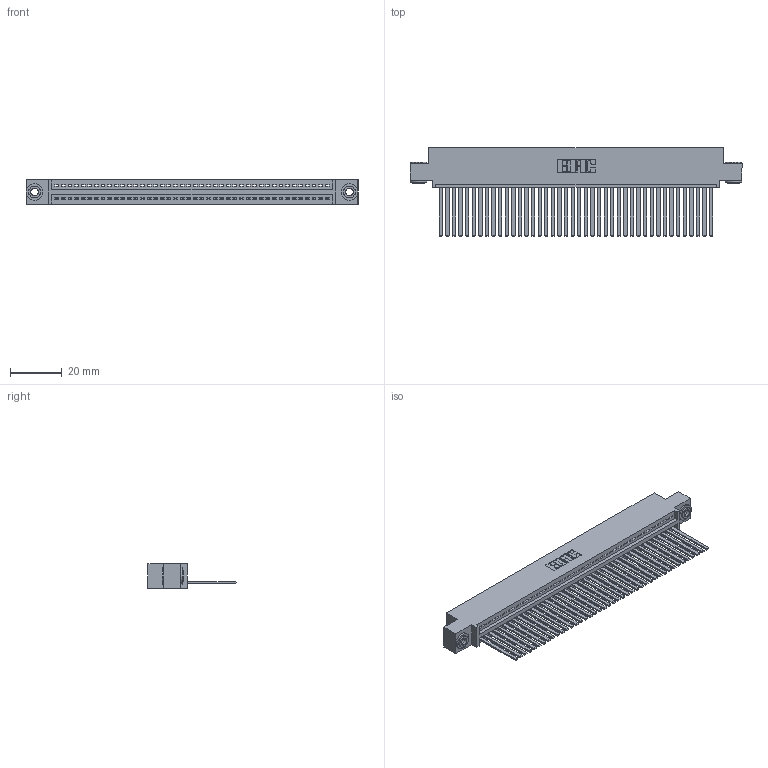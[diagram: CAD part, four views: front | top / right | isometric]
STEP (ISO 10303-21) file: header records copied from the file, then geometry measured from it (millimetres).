
FILE_DESCRIPTION (( 'STEP AP203' ), '1' );
FILE_NAME ('345-042-544-403.STEP', '2018-09-07T22:33:50', ( '' ), ( '' ), 'SwSTEP 2.0', 'SolidWorks 2016', '' );
FILE_SCHEMA (( 'CONFIG_CONTROL_DESIGN' ));
Length unit declared in the file: inch
Products named in the file (4): 345-292-001_345-293-144; 345-250-002_345-250-002-102; 345-042-544-403; 345 Part_0.110 Offset - 0.156 Dia-TH
Assembly tree (45 placements, depth 2):
  345-042-544-403
    345 Part_0.110 Offset - 0.156 Dia-TH
    345-292-001_345-293-144  x42
    345-250-002_345-250-002-102  x2
Bounding box: 127.89 x 33.96 x 9.4 mm (x, y, z)
Volume: 12579.5 mm3; surface area: 18473.6 mm2
Topology: 45 solids, 45 shells, 2352 faces, 7065 edges, 4650 vertices
Faces by surface type: plane 1606, cylinder 738, cone 8
Entity records: 32208 total; most frequent: CARTESIAN_POINT 5557, ORIENTED_EDGE 5526, DIRECTION 4881, EDGE_CURVE 2763, LINE 2443, VECTOR 2443, VERTEX_POINT 1838, AXIS2_PLACEMENT_3D 1219
